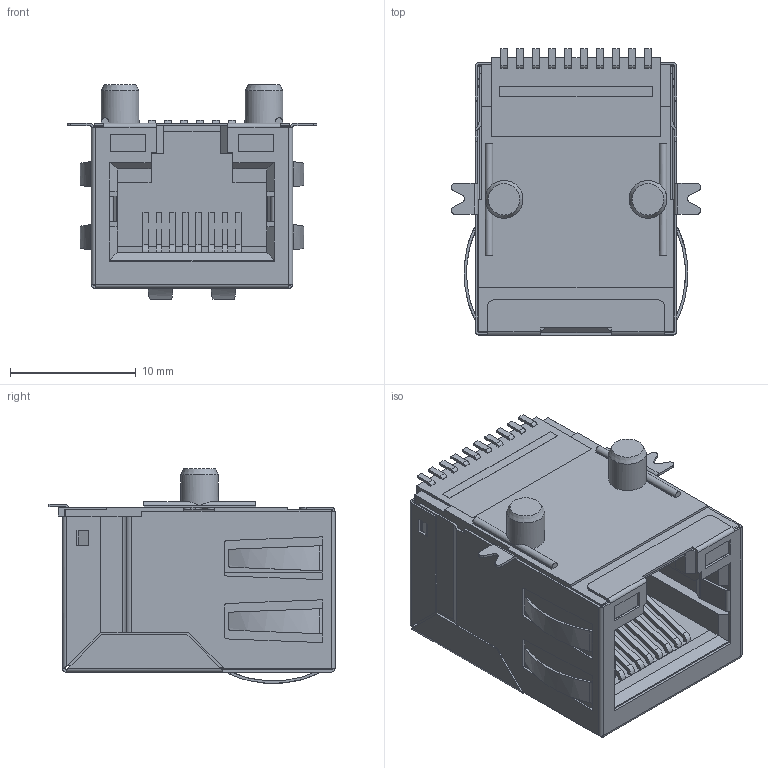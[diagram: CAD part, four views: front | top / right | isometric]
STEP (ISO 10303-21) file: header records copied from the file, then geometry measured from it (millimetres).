
FILE_DESCRIPTION(/* description */ ('Unknown'),/* implementation_level */ '2;1');
FILE_NAME(/* name */ '7498011211',/* time_stamp */ '2023-03-02T13:18:44+01:00',/* author */ ('Unknown'),/* organization */ ('Unknown'),/* preprocessor_version */ 'ST-DEVELOPER v16.7',/* originating_system */ 'Solid Edge',/* authorisation */ 'Unknown');
FILE_SCHEMA (('AUTOMOTIVE_DESIGN {1 0 10303 214 3 1 1}'));
Length unit declared in the file: millimetre
Products named in the file (5): 7498011211; Insulator; Insulator_2; Insulator_3; Shielding
Assembly tree (4 placements, depth 2):
  7498011211
    Insulator
    Insulator_2
    Insulator_3
    Shielding
Bounding box: 19.85 x 22.72 x 17.06 mm (x, y, z)
Volume: 1994.6 mm3; surface area: 5684.9 mm2
Topology: 4 solids, 4 shells, 844 faces, 2256 edges, 1442 vertices
Faces by surface type: plane 578, cylinder 181, bspline 73, sphere 10, cone 2
Full cylindrical faces by diameter (mm): 3 x2
Entity records: 34152 total; most frequent: CARTESIAN_POINT 7761, ORIENTED_EDGE 4474, DIRECTION 3751, EDGE_CURVE 2237, LINE 1511, VECTOR 1511, VERTEX_POINT 1442, AXIS2_PLACEMENT_3D 1120
